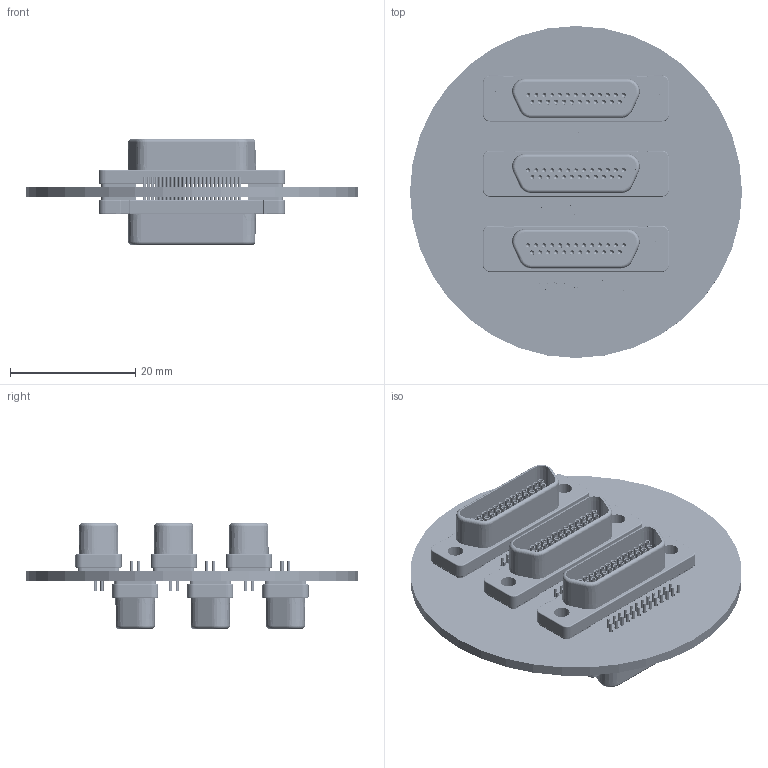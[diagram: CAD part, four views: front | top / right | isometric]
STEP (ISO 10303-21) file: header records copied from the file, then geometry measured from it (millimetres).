
FILE_DESCRIPTION (( 'STEP AP214' ), '1' );
FILE_NAME ('Sub-D Micro-D 25 Pin Vacuum FeedThru_SoldiworksSave.STEP', '2021-07-02T23:48:06', ( '' ), ( '' ), 'SwSTEP 2.0', 'SolidWorks 2020', '' );
FILE_SCHEMA (( 'AUTOMOTIVE_DESIGN' ));
Length unit declared in the file: inch
Products named in the file (9): 380-025-213L001.step; SOLID.step; COMPOUND.step; Sub-D Micro-D 25 Pin Vacuum FeedThru_SoldiworksSave
Assembly tree (13 placements, depth 3):
  Sub-D Micro-D 25 Pin Vacuum FeedThru_SoldiworksSave
    380-025-213L001.step
      SOLID.step
    380-025-213L001.step
      SOLID.step
    380-025-213L001.step
      SOLID.step
    380-025-213L001.step
      SOLID.step
    380-025-213L001.step
      SOLID.step
    380-025-213L001.step
      SOLID.step
    COMPOUND.step
Bounding box: 53 x 53 x 16.9 mm (x, y, z)
Volume: 7671.2 mm3; surface area: 15396.1 mm2
Topology: 7 solids, 7 shells, 3724 faces, 8436 edges, 5194 vertices
Faces by surface type: cylinder 2114, plane 824, cone 660, torus 126
Entity records: 27270 total; most frequent: DIRECTION 5130, CARTESIAN_POINT 4755, ORIENTED_EDGE 4222, AXIS2_PLACEMENT_3D 2166, EDGE_CURVE 2111, VERTEX_POINT 1369, EDGE_LOOP 1306, CIRCLE 1270
